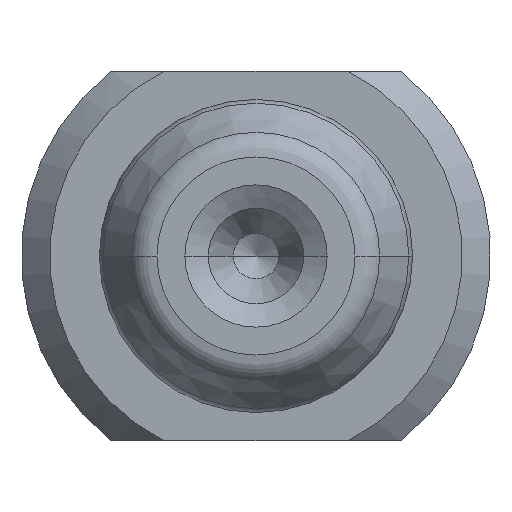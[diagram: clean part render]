
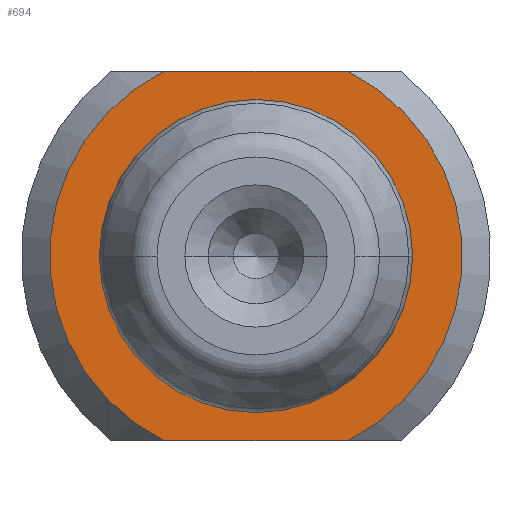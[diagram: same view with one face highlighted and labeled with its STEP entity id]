
A CAD part, left-side view. The second image highlights one B-rep face of the part: STEP entity #694.
In plain terms, the highlighted planar face has unit normal (-1, 0, 0).
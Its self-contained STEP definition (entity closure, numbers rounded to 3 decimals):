
#27=CARTESIAN_POINT('',(-5.,0.,0.));
#28=DIRECTION('',(-1.,0.,0.));
#29=DIRECTION('',(0.,0.443,0.897));
#30=AXIS2_PLACEMENT_3D('',#27,#28,#29);
#63=CARTESIAN_POINT('',(-5.,0.,0.));
#64=DIRECTION('',(-1.,0.,0.));
#65=DIRECTION('',(0.,-0.443,-0.897));
#66=AXIS2_PLACEMENT_3D('',#63,#64,#65);
#75=CARTESIAN_POINT('',(-5.,0.,0.));
#76=DIRECTION('',(1.,0.,0.));
#77=DIRECTION('',(0.,1.,0.));
#78=AXIS2_PLACEMENT_3D('',#75,#76,#77);
#80=CARTESIAN_POINT('',(-5.,0.,0.));
#81=DIRECTION('',(1.,0.,0.));
#82=DIRECTION('',(0.,-1.,0.));
#83=AXIS2_PLACEMENT_3D('',#80,#81,#82);
#85=DIRECTION('',(0.,-1.,0.));
#86=VECTOR('',#85,6.423);
#87=CARTESIAN_POINT('',(-5.,3.211,6.5));
#88=LINE('',#87,#86);
#89=DIRECTION('',(0.,-1.,0.));
#90=VECTOR('',#89,6.423);
#91=CARTESIAN_POINT('',(-5.,3.211,-6.5));
#92=LINE('',#91,#90);
#579=CARTESIAN_POINT('',(-5.,5.5,0.));
#580=CARTESIAN_POINT('',(-5.,-5.5,0.));
#581=VERTEX_POINT('',#579);
#582=VERTEX_POINT('',#580);
#587=CARTESIAN_POINT('',(-5.,3.211,6.5));
#588=CARTESIAN_POINT('',(-5.,-3.211,6.5));
#589=VERTEX_POINT('',#587);
#590=VERTEX_POINT('',#588);
#599=CARTESIAN_POINT('',(-5.,3.211,-6.5));
#600=CARTESIAN_POINT('',(-5.,-3.211,-6.5));
#601=VERTEX_POINT('',#599);
#602=VERTEX_POINT('',#600);
#675=CARTESIAN_POINT('',(-5.,0.,0.));
#676=DIRECTION('',(1.,0.,0.));
#677=DIRECTION('',(0.,-1.,0.));
#678=AXIS2_PLACEMENT_3D('',#675,#676,#677);
#679=PLANE('',#678);
#681=ORIENTED_EDGE('',*,*,#680,.T.);
#682=ORIENTED_EDGE('',*,*,#668,.F.);
#684=ORIENTED_EDGE('',*,*,#683,.F.);
#685=ORIENTED_EDGE('',*,*,#650,.F.);
#686=EDGE_LOOP('',(#681,#682,#684,#685));
#687=FACE_OUTER_BOUND('',#686,.F.);
#689=ORIENTED_EDGE('',*,*,#688,.F.);
#691=ORIENTED_EDGE('',*,*,#690,.F.);
#692=EDGE_LOOP('',(#689,#691));
#693=FACE_BOUND('',#692,.F.);
#694=ADVANCED_FACE('',(#687,#693),#679,.F.);
#31=CIRCLE('',#30,7.25);
#67=CIRCLE('',#66,7.25);
#79=CIRCLE('',#78,5.5);
#84=CIRCLE('',#83,5.5);
#650=EDGE_CURVE('',#589,#601,#31,.T.);
#668=EDGE_CURVE('',#602,#590,#67,.T.);
#680=EDGE_CURVE('',#589,#590,#88,.T.);
#683=EDGE_CURVE('',#601,#602,#92,.T.);
#688=EDGE_CURVE('',#581,#582,#79,.T.);
#690=EDGE_CURVE('',#582,#581,#84,.T.);
